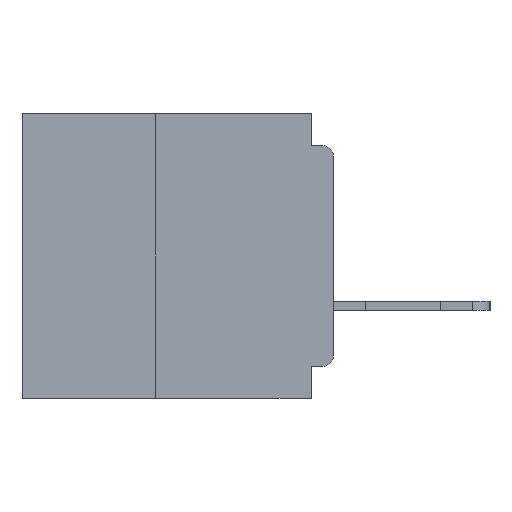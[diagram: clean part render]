
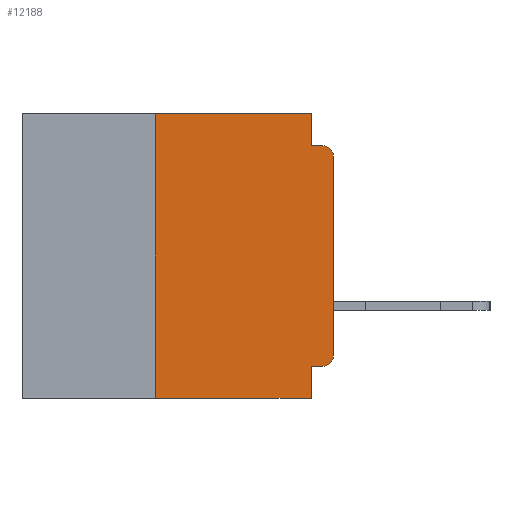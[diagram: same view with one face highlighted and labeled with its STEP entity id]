
A CAD part, left-side view. The second image highlights one B-rep face of the part: STEP entity #12188.
In plain terms, the highlighted planar face has unit normal (-1, 0, 0).
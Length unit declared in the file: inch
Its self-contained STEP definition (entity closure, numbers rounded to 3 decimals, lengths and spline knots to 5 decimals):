
#281 = PLANE ( 'NONE',  #30718 ) ;
#2065 = CARTESIAN_POINT ( 'NONE',  ( 0., 0.031, 0. ) ) ;
#2370 = CARTESIAN_POINT ( 'NONE',  ( 0., 0., -0.06 ) ) ;
#2744 = VECTOR ( 'NONE', #17195, 39.37008 ) ;
#3260 = CARTESIAN_POINT ( 'NONE',  ( 0., 0.437, 0. ) ) ;
#3395 = DIRECTION ( 'NONE',  ( 1., 0., 0. ) ) ;
#4424 = CARTESIAN_POINT ( 'NONE',  ( 0., 0.25, -0.4 ) ) ;
#4848 = EDGE_CURVE ( 'NONE', #37500, #35773, #34234, .T. ) ;
#5206 = AXIS2_PLACEMENT_3D ( 'NONE', #28248, #10588, #31260 ) ;
#5264 = ORIENTED_EDGE ( 'NONE', *, *, #4848, .T. ) ;
#5830 = EDGE_CURVE ( 'NONE', #16375, #12545, #15676, .T. ) ;
#6604 = DIRECTION ( 'NONE',  ( -1., 0., 0. ) ) ;
#6682 = CARTESIAN_POINT ( 'NONE',  ( 0., 0.25, -0.4 ) ) ;
#6809 = EDGE_CURVE ( 'NONE', #37500, #16375, #33616, .T. ) ;
#6847 = CARTESIAN_POINT ( 'NONE',  ( 0., 0.031, 0. ) ) ;
#6864 = VECTOR ( 'NONE', #34180, 39.37008 ) ;
#8443 = VERTEX_POINT ( 'NONE', #17978 ) ;
#8930 = DIRECTION ( 'NONE',  ( 0., -1., 0. ) ) ;
#9307 = ORIENTED_EDGE ( 'NONE', *, *, #23033, .T. ) ;
#10339 = VERTEX_POINT ( 'NONE', #14728 ) ;
#10520 = CARTESIAN_POINT ( 'NONE',  ( 0., 0., -0.355 ) ) ;
#10588 = DIRECTION ( 'NONE',  ( -1., 0., 0. ) ) ;
#10945 = VECTOR ( 'NONE', #31057, 39.37008 ) ;
#11966 = VERTEX_POINT ( 'NONE', #2370 ) ;
#12188 = ADVANCED_FACE ( 'NONE', ( #30772 ), #281, .F. ) ;
#12545 = VERTEX_POINT ( 'NONE', #2065 ) ;
#13056 = EDGE_CURVE ( 'NONE', #10339, #30450, #23822, .T. ) ;
#13082 = CARTESIAN_POINT ( 'NONE',  ( 0., 0.031, -0.4 ) ) ;
#14594 = ORIENTED_EDGE ( 'NONE', *, *, #26873, .F. ) ;
#14728 = CARTESIAN_POINT ( 'NONE',  ( 0., 0.015, -0.355 ) ) ;
#14809 = EDGE_CURVE ( 'NONE', #12545, #8443, #23675, .T. ) ;
#15676 = LINE ( 'NONE', #29450, #29502 ) ;
#16293 = EDGE_CURVE ( 'NONE', #30450, #11966, #25879, .T. ) ;
#16375 = VERTEX_POINT ( 'NONE', #20270 ) ;
#16547 = CARTESIAN_POINT ( 'NONE',  ( 0., 0.437, -0.4 ) ) ;
#16792 = LINE ( 'NONE', #26484, #31535 ) ;
#17195 = DIRECTION ( 'NONE',  ( 0., -1., 0. ) ) ;
#17733 = CARTESIAN_POINT ( 'NONE',  ( 0., 0.031, -0.355 ) ) ;
#17755 = ORIENTED_EDGE ( 'NONE', *, *, #5830, .F. ) ;
#17978 = CARTESIAN_POINT ( 'NONE',  ( 0., 0.031, -0.045 ) ) ;
#18391 = EDGE_LOOP ( 'NONE', ( #36611, #9307, #19582, #22396, #17755, #26945, #5264, #37246, #14594, #27391 ) ) ;
#19582 = ORIENTED_EDGE ( 'NONE', *, *, #36840, .F. ) ;
#20003 = DIRECTION ( 'NONE',  ( 0., 0., 1. ) ) ;
#20270 = CARTESIAN_POINT ( 'NONE',  ( 0., 0.25, 0. ) ) ;
#20770 = DIRECTION ( 'NONE',  ( 0., 0., -1. ) ) ;
#21664 = CIRCLE ( 'NONE', #25105, 0.015 ) ;
#22396 = ORIENTED_EDGE ( 'NONE', *, *, #14809, .F. ) ;
#22706 = LINE ( 'NONE', #10520, #6864 ) ;
#23033 = EDGE_CURVE ( 'NONE', #11966, #26089, #21664, .T. ) ;
#23124 = CARTESIAN_POINT ( 'NONE',  ( 0., 0., -0.34 ) ) ;
#23675 = LINE ( 'NONE', #6847, #37525 ) ;
#23746 = CARTESIAN_POINT ( 'NONE',  ( 0., 0., -0.045 ) ) ;
#23822 = CIRCLE ( 'NONE', #5206, 0.015 ) ;
#24131 = DIRECTION ( 'NONE',  ( 0., 0., -1. ) ) ;
#24396 = CARTESIAN_POINT ( 'NONE',  ( 0., 0.015, -0.06 ) ) ;
#24635 = DIRECTION ( 'NONE',  ( 0., 0., -1. ) ) ;
#24996 = VECTOR ( 'NONE', #20003, 39.37008 ) ;
#25105 = AXIS2_PLACEMENT_3D ( 'NONE', #24396, #6604, #27260 ) ;
#25879 = LINE ( 'NONE', #28716, #24996 ) ;
#26089 = VERTEX_POINT ( 'NONE', #36313 ) ;
#26468 = DIRECTION ( 'NONE',  ( 0., -1., 0. ) ) ;
#26484 = CARTESIAN_POINT ( 'NONE',  ( 0., 0.031, -0.4 ) ) ;
#26873 = EDGE_CURVE ( 'NONE', #10339, #29413, #22706, .T. ) ;
#26945 = ORIENTED_EDGE ( 'NONE', *, *, #6809, .F. ) ;
#27260 = DIRECTION ( 'NONE',  ( 0., 0., -1. ) ) ;
#27391 = ORIENTED_EDGE ( 'NONE', *, *, #13056, .T. ) ;
#28248 = CARTESIAN_POINT ( 'NONE',  ( 0., 0.015, -0.34 ) ) ;
#28716 = CARTESIAN_POINT ( 'NONE',  ( 0., 0., 0. ) ) ;
#29413 = VERTEX_POINT ( 'NONE', #17733 ) ;
#29450 = CARTESIAN_POINT ( 'NONE',  ( 0., 0.437, 0. ) ) ;
#29502 = VECTOR ( 'NONE', #26468, 39.37008 ) ;
#30450 = VERTEX_POINT ( 'NONE', #23124 ) ;
#30718 = AXIS2_PLACEMENT_3D ( 'NONE', #3260, #3395, #24131 ) ;
#30772 = FACE_OUTER_BOUND ( 'NONE', #18391, .T. ) ;
#31057 = DIRECTION ( 'NONE',  ( 0., 0., 1. ) ) ;
#31260 = DIRECTION ( 'NONE',  ( 0., 0., -1. ) ) ;
#31535 = VECTOR ( 'NONE', #20770, 39.37008 ) ;
#33616 = LINE ( 'NONE', #4424, #10945 ) ;
#34180 = DIRECTION ( 'NONE',  ( 0., 1., 0. ) ) ;
#34234 = LINE ( 'NONE', #16547, #2744 ) ;
#34393 = VECTOR ( 'NONE', #8930, 39.37008 ) ;
#35773 = VERTEX_POINT ( 'NONE', #13082 ) ;
#36247 = LINE ( 'NONE', #23746, #34393 ) ;
#36313 = CARTESIAN_POINT ( 'NONE',  ( 0., 0.015, -0.045 ) ) ;
#36611 = ORIENTED_EDGE ( 'NONE', *, *, #16293, .T. ) ;
#36840 = EDGE_CURVE ( 'NONE', #8443, #26089, #36247, .T. ) ;
#37246 = ORIENTED_EDGE ( 'NONE', *, *, #37343, .F. ) ;
#37343 = EDGE_CURVE ( 'NONE', #29413, #35773, #16792, .T. ) ;
#37500 = VERTEX_POINT ( 'NONE', #6682 ) ;
#37525 = VECTOR ( 'NONE', #24635, 39.37008 ) ;
